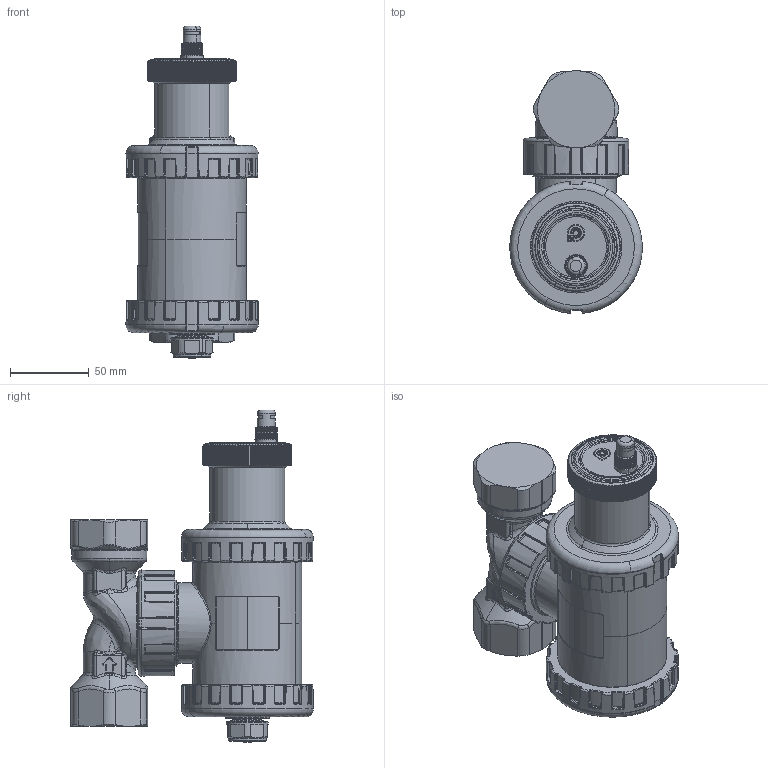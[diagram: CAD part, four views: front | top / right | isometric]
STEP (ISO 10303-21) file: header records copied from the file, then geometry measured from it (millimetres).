
FILE_DESCRIPTION(('CATIA V5 STEP Exchange','CAx-IF Rec.Pracs.--- Model Styling and Organization---1.5--- 2016-08-15','CAx-IF Rec.Pracs.---Supplemental Geometry---1.0---2011-11-01','CAx-IF Rec.Pracs.--- Composite Materials ---3.4---2017-06-13','CAx-IF Rec.Pracs.---Tessellated 3D Geometry---1.0---2015-12-17'),'2;1');
FILE_NAME('STEP_551207_-_TST.stp','2025-02-05T10:58:38+00:00',('none'),('none'),'CATIA Version 5-6 Release 2020 SP5','CATIA V5 STEP AP242 v2','none');
FILE_SCHEMA(('AP242_MANAGED_MODEL_BASED_3D_ENGINEERING_MIM_LF {1 0 10303 442 1 1 4}'));
Products named in the file (1): 551207 - TST
Bounding box: 83.94 x 153.78 x 210.6 mm (x, y, z)
Volume: 925511.5 mm3; surface area: 84482.9 mm2
Topology: 1 solids, 1 shells, 2734 faces, 7091 edges, 4218 vertices
Faces by surface type: bspline 907, cylinder 780, plane 568, torus 275, cone 126, sphere 75, revolution 3
Entity records: 126358 total; most frequent: CARTESIAN_POINT 71185, ORIENTED_EDGE 13850, EDGE_CURVE 6925, DIRECTION 5859, VERTEX_POINT 4218, B_SPLINE_CURVE_WITH_KNOTS 3703, AXIS2_PLACEMENT_3D 2806, EDGE_LOOP 2759
